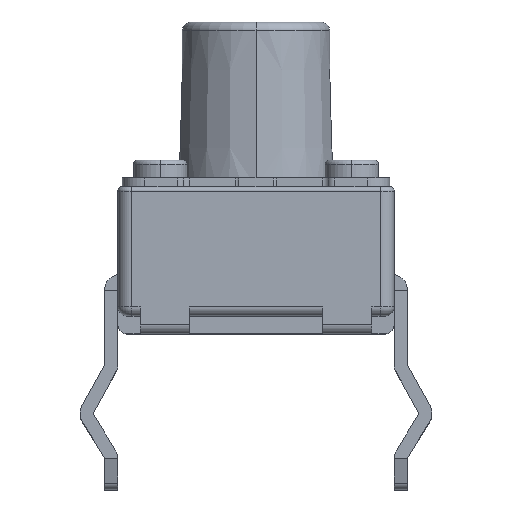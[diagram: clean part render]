
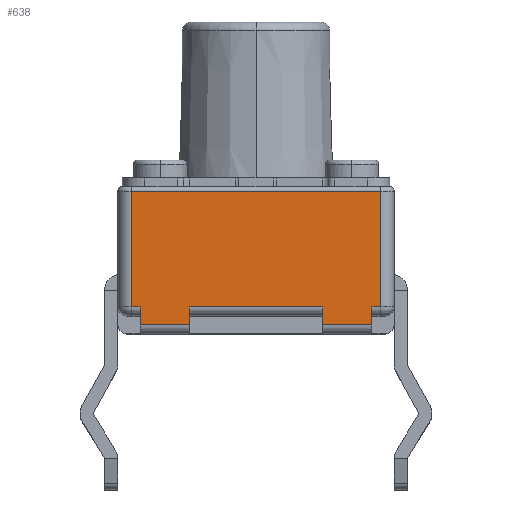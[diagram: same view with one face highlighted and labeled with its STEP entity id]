
A CAD part, top view. The second image highlights one B-rep face of the part: STEP entity #638.
In plain terms, the highlighted planar face has unit normal (0, 0, 1).
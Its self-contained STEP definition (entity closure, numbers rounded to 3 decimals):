
#638=ADVANCED_FACE('NONE',(#1360),#1361,.F.);
#1360=FACE_OUTER_BOUND('',#2163,.T.);
#1361=PLANE('',#2164);
#2163=EDGE_LOOP('',(#4027,#4028,#4029,#4030,#4031,#4032,#4033,#4034,#4035,#4036,#4037,#4038));
#2164=AXIS2_PLACEMENT_3D('',#4039,#4040,#4041);
#4027=ORIENTED_EDGE('',*,*,#5527,.T.);
#4028=ORIENTED_EDGE('',*,*,#5577,.F.);
#4029=ORIENTED_EDGE('',*,*,#5513,.F.);
#4030=ORIENTED_EDGE('',*,*,#5505,.F.);
#4031=ORIENTED_EDGE('',*,*,#5572,.F.);
#4032=ORIENTED_EDGE('',*,*,#5565,.F.);
#4033=ORIENTED_EDGE('',*,*,#5480,.T.);
#4034=ORIENTED_EDGE('',*,*,#5452,.T.);
#4035=ORIENTED_EDGE('',*,*,#5461,.T.);
#4036=ORIENTED_EDGE('',*,*,#5486,.T.);
#4037=ORIENTED_EDGE('',*,*,#5471,.F.);
#4038=ORIENTED_EDGE('',*,*,#5490,.F.);
#4039=CARTESIAN_POINT('',(0.0,3.3,3.1));
#4040=DIRECTION('',(0.0,0.0,-1.0));
#4041=DIRECTION('',(0.0,-1.0,0.0));
#5452=EDGE_CURVE('NONE',#6732,#6737,#6740,.T.);
#5461=EDGE_CURVE('NONE',#6737,#6753,#6754,.T.);
#5471=EDGE_CURVE('NONE',#6768,#6770,#6771,.T.);
#5480=EDGE_CURVE('NONE',#6777,#6732,#6784,.T.);
#5486=EDGE_CURVE('NONE',#6753,#6770,#6792,.T.);
#5490=EDGE_CURVE('NONE',#6796,#6768,#6798,.T.);
#5505=EDGE_CURVE('NONE',#6812,#6817,#6821,.T.);
#5513=EDGE_CURVE('NONE',#6817,#6833,#6834,.T.);
#5527=EDGE_CURVE('NONE',#6796,#6851,#6853,.T.);
#5565=EDGE_CURVE('NONE',#6777,#6918,#6923,.T.);
#5572=EDGE_CURVE('NONE',#6918,#6812,#6932,.T.);
#5577=EDGE_CURVE('NONE',#6833,#6851,#6937,.T.);
#6732=VERTEX_POINT('NONE',#8431);
#6737=VERTEX_POINT('NONE',#8436);
#6740=LINE('',#8439,#8440);
#6753=VERTEX_POINT('NONE',#8458);
#6754=LINE('',#8459,#8460);
#6768=VERTEX_POINT('NONE',#8479);
#6770=VERTEX_POINT('NONE',#8481);
#6771=LINE('',#8482,#8483);
#6777=VERTEX_POINT('NONE',#8489);
#6784=LINE('',#8497,#8498);
#6792=LINE('',#8508,#8509);
#6796=VERTEX_POINT('NONE',#8514);
#6798=LINE('',#8516,#8517);
#6812=VERTEX_POINT('NONE',#8535);
#6817=VERTEX_POINT('NONE',#8540);
#6821=LINE('',#8545,#8546);
#6833=VERTEX_POINT('NONE',#8562);
#6834=LINE('',#8563,#8564);
#6851=VERTEX_POINT('NONE',#8588);
#6853=LINE('',#8590,#8591);
#6918=VERTEX_POINT('NONE',#8672);
#6923=LINE('',#8680,#8681);
#6932=LINE('',#8691,#8692);
#6937=LINE('',#8699,#8700);
#8431=CARTESIAN_POINT('',(-2.8,0.6,3.1));
#8436=CARTESIAN_POINT('',(-2.6,0.6,3.1));
#8439=CARTESIAN_POINT('',(0.0,0.6,3.1));
#8440=VECTOR('',#10060,1000.0);
#8458=CARTESIAN_POINT('',(-2.6,0.2,3.1));
#8459=CARTESIAN_POINT('',(-2.6,0.4,3.1));
#8460=VECTOR('',#10069,1000.0);
#8479=CARTESIAN_POINT('',(-1.5,0.6,3.1));
#8481=CARTESIAN_POINT('',(-1.5,0.2,3.1));
#8482=CARTESIAN_POINT('',(-1.5,0.4,3.1));
#8483=VECTOR('',#10081,1000.0);
#8489=CARTESIAN_POINT('',(-2.8,3.2,3.1));
#8497=CARTESIAN_POINT('',(-2.8,3.3,3.1));
#8498=VECTOR('',#10098,1000.0);
#8508=CARTESIAN_POINT('',(0.0,0.2,3.1));
#8509=VECTOR('',#10104,1000.0);
#8514=CARTESIAN_POINT('',(1.5,0.6,3.1));
#8516=CARTESIAN_POINT('',(0.0,0.6,3.1));
#8517=VECTOR('',#10109,1000.0);
#8535=CARTESIAN_POINT('',(2.8,0.6,3.1));
#8540=CARTESIAN_POINT('',(2.6,0.6,3.1));
#8545=CARTESIAN_POINT('',(0.0,0.6,3.1));
#8546=VECTOR('',#10133,1000.0);
#8562=CARTESIAN_POINT('',(2.6,0.2,3.1));
#8563=CARTESIAN_POINT('',(2.6,0.4,3.1));
#8564=VECTOR('',#10141,1000.0);
#8588=CARTESIAN_POINT('',(1.5,0.2,3.1));
#8590=CARTESIAN_POINT('',(1.5,0.4,3.1));
#8591=VECTOR('',#10155,1000.0);
#8672=CARTESIAN_POINT('',(2.8,3.2,3.1));
#8680=CARTESIAN_POINT('',(0.0,3.2,3.1));
#8681=VECTOR('',#10223,1000.0);
#8691=CARTESIAN_POINT('',(2.8,3.3,3.1));
#8692=VECTOR('',#10234,1000.0);
#8699=CARTESIAN_POINT('',(0.0,0.2,3.1));
#8700=VECTOR('',#10237,1000.0);
#10060=DIRECTION('',(1.0,0.0,0.0));
#10069=DIRECTION('',(0.0,-1.0,0.0));
#10081=DIRECTION('',(0.0,-1.0,0.0));
#10098=DIRECTION('',(0.0,-1.0,0.0));
#10104=DIRECTION('',(1.0,0.0,0.0));
#10109=DIRECTION('',(-1.0,0.0,0.0));
#10133=DIRECTION('',(-1.0,0.0,0.0));
#10141=DIRECTION('',(0.0,-1.0,0.0));
#10155=DIRECTION('',(0.0,-1.0,0.0));
#10223=DIRECTION('',(1.0,0.0,0.0));
#10234=DIRECTION('',(0.0,-1.0,0.0));
#10237=DIRECTION('',(-1.0,0.0,0.0));
